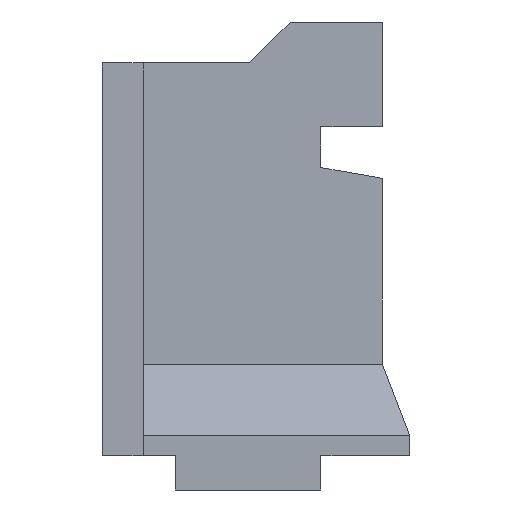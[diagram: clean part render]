
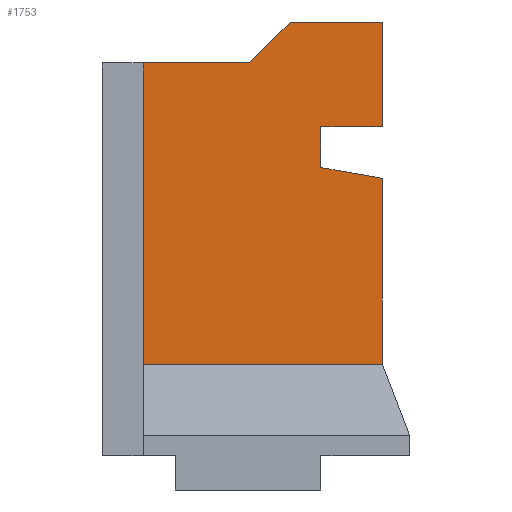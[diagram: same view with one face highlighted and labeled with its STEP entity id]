
A CAD part, left-side view. The second image highlights one B-rep face of the part: STEP entity #1753.
In plain terms, the highlighted planar face has unit normal (-1, 0, 0).
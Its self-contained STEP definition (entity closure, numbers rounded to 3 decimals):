
#1 = CARTESIAN_POINT ( 'NONE',  ( -6.55, 4.475, -1.586 ) ) ;
#2 = LINE ( 'NONE', #1, #65 ) ;
#18 = CARTESIAN_POINT ( 'NONE',  ( -6.55, 0.975, 3.425 ) ) ;
#29 = DIRECTION ( 'NONE',  ( 0., 0., -1. ) ) ;
#30 = VECTOR ( 'NONE', #29, 1000. ) ;
#31 = CARTESIAN_POINT ( 'NONE',  ( -6.55, 0.975, 1.895 ) ) ;
#32 = LINE ( 'NONE', #31, #30 ) ;
#62 = CARTESIAN_POINT ( 'NONE',  ( -6.55, 0.975, 1.895 ) ) ;
#63 = CARTESIAN_POINT ( 'NONE',  ( -6.55, 4.475, -1.586 ) ) ;
#64 = DIRECTION ( 'NONE',  ( 0., 0., 1. ) ) ;
#65 = VECTOR ( 'NONE', #64, 1000. ) ;
#126 = DIRECTION ( 'NONE',  ( 0., -1., 0. ) ) ;
#127 = VECTOR ( 'NONE', #126, 1000. ) ;
#128 = CARTESIAN_POINT ( 'NONE',  ( -6.55, 5.075, -1.586 ) ) ;
#129 = LINE ( 'NONE', #128, #127 ) ;
#281 = DIRECTION ( 'NONE',  ( 0., 0., -1. ) ) ;
#282 = DIRECTION ( 'NONE',  ( 1., 0., 0. ) ) ;
#283 = CARTESIAN_POINT ( 'NONE',  ( -6.55, 5.075, -1.586 ) ) ;
#284 = AXIS2_PLACEMENT_3D ( 'NONE', #283, #282, #281 ) ;
#285 = PLANE ( 'NONE',  #284 ) ;
#286 = FACE_OUTER_BOUND ( 'NONE', #1752, .T. ) ;
#874 = DIRECTION ( 'NONE',  ( 0., -1., 0. ) ) ;
#875 = VECTOR ( 'NONE', #874, 1000. ) ;
#876 = CARTESIAN_POINT ( 'NONE',  ( -6.55, 2.925, 2.825 ) ) ;
#877 = LINE ( 'NONE', #876, #875 ) ;
#1018 = CARTESIAN_POINT ( 'NONE',  ( -6.55, 2.925, 2.825 ) ) ;
#1047 = DIRECTION ( 'NONE',  ( 0., 0., -1. ) ) ;
#1048 = VECTOR ( 'NONE', #1047, 1000. ) ;
#1049 = CARTESIAN_POINT ( 'NONE',  ( -6.55, 1.875, 1.295 ) ) ;
#1050 = LINE ( 'NONE', #1049, #1048 ) ;
#1051 = CARTESIAN_POINT ( 'NONE',  ( -6.55, 1.875, 1.895 ) ) ;
#1068 = CARTESIAN_POINT ( 'NONE',  ( -6.55, 4.475, 2.825 ) ) ;
#1164 = VERTEX_POINT ( 'NONE', #1226 ) ;
#1167 = EDGE_CURVE ( 'NONE', #1164, #1445, #1225, .T. ) ;
#1169 = CARTESIAN_POINT ( 'NONE',  ( -6.55, 5.075, 3.425 ) ) ;
#1170 = DIRECTION ( 'NONE',  ( 0., -1., 0. ) ) ;
#1171 = VECTOR ( 'NONE', #1170, 1000. ) ;
#1205 = CARTESIAN_POINT ( 'NONE',  ( -6.55, 0.975, -1.586 ) ) ;
#1206 = CARTESIAN_POINT ( 'NONE',  ( -6.55, 0.975, 1.136 ) ) ;
#1222 = DIRECTION ( 'NONE',  ( 0., -0.985, -0.174 ) ) ;
#1223 = VECTOR ( 'NONE', #1222, 1000. ) ;
#1224 = CARTESIAN_POINT ( 'NONE',  ( -6.55, 0.975, 1.136 ) ) ;
#1225 = LINE ( 'NONE', #1224, #1223 ) ;
#1226 = CARTESIAN_POINT ( 'NONE',  ( -6.55, 1.875, 1.295 ) ) ;
#1265 = DIRECTION ( 'NONE',  ( 0., 0., -1. ) ) ;
#1266 = VECTOR ( 'NONE', #1265, 1000. ) ;
#1267 = CARTESIAN_POINT ( 'NONE',  ( -6.55, 0.975, -0.138 ) ) ;
#1268 = LINE ( 'NONE', #1267, #1266 ) ;
#1304 = DIRECTION ( 'NONE',  ( 0., 1., 0. ) ) ;
#1305 = VECTOR ( 'NONE', #1304, 1000. ) ;
#1306 = CARTESIAN_POINT ( 'NONE',  ( -6.55, 1.875, 1.895 ) ) ;
#1307 = LINE ( 'NONE', #1306, #1305 ) ;
#1404 = LINE ( 'NONE', #1169, #1171 ) ;
#1405 = DIRECTION ( 'NONE',  ( 0., -0.707, 0.707 ) ) ;
#1406 = VECTOR ( 'NONE', #1405, 1000. ) ;
#1407 = CARTESIAN_POINT ( 'NONE',  ( -6.55, 2.325, 3.425 ) ) ;
#1408 = LINE ( 'NONE', #1407, #1406 ) ;
#1409 = CARTESIAN_POINT ( 'NONE',  ( -6.55, 2.325, 3.425 ) ) ;
#1445 = VERTEX_POINT ( 'NONE', #1206 ) ;
#1446 = VERTEX_POINT ( 'NONE', #1205 ) ;
#1450 = EDGE_CURVE ( 'NONE', #1445, #1446, #1268, .T. ) ;
#1508 = EDGE_CURVE ( 'NONE', #1596, #2252, #1307, .T. ) ;
#1567 = VERTEX_POINT ( 'NONE', #1409 ) ;
#1570 = EDGE_CURVE ( 'NONE', #2237, #1567, #1408, .T. ) ;
#1571 = EDGE_CURVE ( 'NONE', #1567, #1578, #1404, .T. ) ;
#1573 = EDGE_CURVE ( 'NONE', #1578, #1596, #32, .T. ) ;
#1578 = VERTEX_POINT ( 'NONE', #18 ) ;
#1589 = ORIENTED_EDGE ( 'NONE', *, *, #2133, .F. ) ;
#1590 = ORIENTED_EDGE ( 'NONE', *, *, #1591, .F. ) ;
#1591 = EDGE_CURVE ( 'NONE', #1592, #2243, #2, .T. ) ;
#1592 = VERTEX_POINT ( 'NONE', #63 ) ;
#1593 = ORIENTED_EDGE ( 'NONE', *, *, #1644, .T. ) ;
#1596 = VERTEX_POINT ( 'NONE', #62 ) ;
#1632 = ORIENTED_EDGE ( 'NONE', *, *, #1450, .F. ) ;
#1636 = ORIENTED_EDGE ( 'NONE', *, *, #1508, .F. ) ;
#1642 = ORIENTED_EDGE ( 'NONE', *, *, #2253, .F. ) ;
#1644 = EDGE_CURVE ( 'NONE', #1592, #1446, #129, .T. ) ;
#1664 = ORIENTED_EDGE ( 'NONE', *, *, #1167, .F. ) ;
#1665 = ORIENTED_EDGE ( 'NONE', *, *, #1573, .F. ) ;
#1752 = EDGE_LOOP ( 'NONE', ( #1589, #1590, #1593, #1632, #1664, #1642, #1636, #1665, #1788, #1789 ) ) ;
#1753 = ADVANCED_FACE ( 'NONE', ( #286 ), #285, .F. ) ;
#1788 = ORIENTED_EDGE ( 'NONE', *, *, #1571, .F. ) ;
#1789 = ORIENTED_EDGE ( 'NONE', *, *, #1570, .F. ) ;
#2133 = EDGE_CURVE ( 'NONE', #2243, #2237, #877, .T. ) ;
#2237 = VERTEX_POINT ( 'NONE', #1018 ) ;
#2243 = VERTEX_POINT ( 'NONE', #1068 ) ;
#2252 = VERTEX_POINT ( 'NONE', #1051 ) ;
#2253 = EDGE_CURVE ( 'NONE', #2252, #1164, #1050, .T. ) ;
